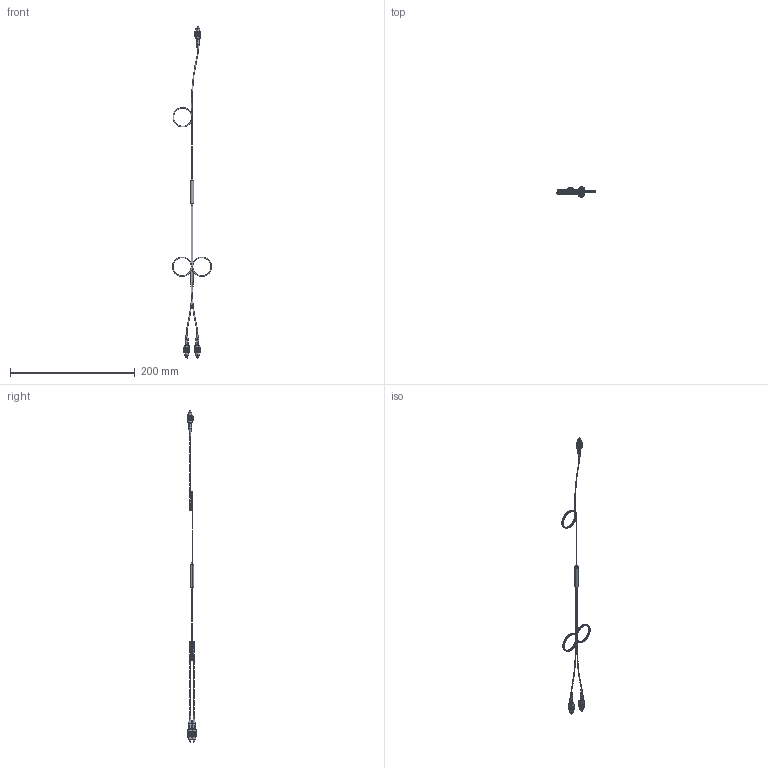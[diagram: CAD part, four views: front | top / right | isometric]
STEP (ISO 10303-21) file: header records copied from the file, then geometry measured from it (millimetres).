
FILE_DESCRIPTION (( 'STEP AP203' ), '1' );
FILE_NAME ('15637-E0W.STEP', '2013-06-07T13:19:42', ( 'Admin' ), ( '' ), 'SwSTEP 2.0', 'SolidWorks 2012', '' );
FILE_SCHEMA (( 'CONFIG_CONTROL_DESIGN' ));
Length unit declared in the file: inch
Products named in the file (1): 15637-E0W
Bounding box: 62.61 x 15.99 x 532.96 mm (x, y, z)
Volume: 4358.8 mm3; surface area: 10443.1 mm2
Topology: 15 solids, 15 shells, 906 faces, 2378 edges, 1555 vertices
Faces by surface type: plane 461, cylinder 375, cone 34, bspline 30, torus 6
Entity records: 31670 total; most frequent: CARTESIAN_POINT 10156, ORIENTED_EDGE 4756, DIRECTION 4130, EDGE_CURVE 2378, AXIS2_PLACEMENT_3D 1655, VERTEX_POINT 1555, EDGE_LOOP 985, FACE_OUTER_BOUND 906
